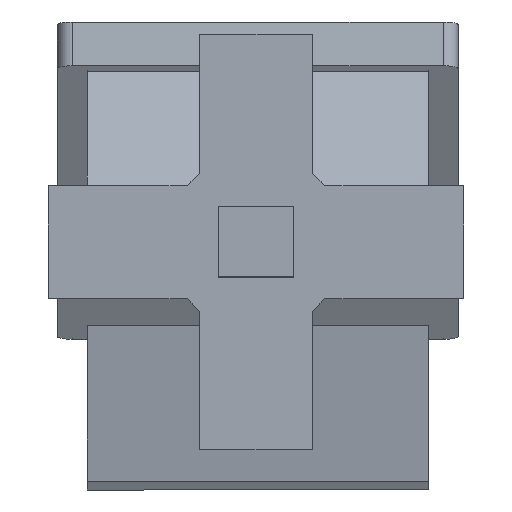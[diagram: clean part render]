
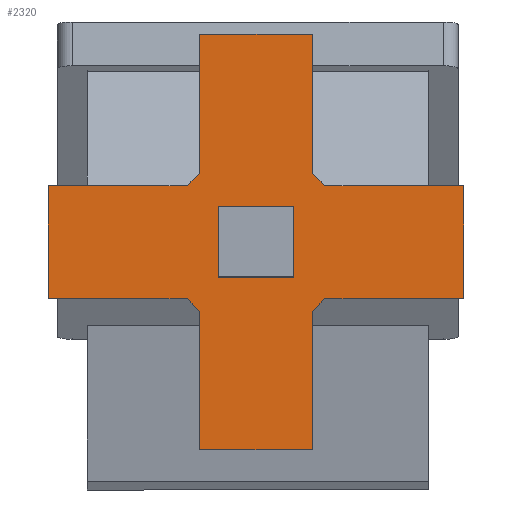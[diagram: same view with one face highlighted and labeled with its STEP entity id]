
A CAD part, top view. The second image highlights one B-rep face of the part: STEP entity #2320.
In plain terms, the highlighted planar face has unit normal (0, 0, 1).
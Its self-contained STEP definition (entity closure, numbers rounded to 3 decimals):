
#95=FACE_BOUND('',#344,.T.);
#107=CIRCLE('',#2541,7.9);
#112=CIRCLE('',#2549,30.);
#113=CIRCLE('',#2554,30.);
#114=CIRCLE('',#2559,30.);
#115=CIRCLE('',#2564,30.);
#210=FACE_OUTER_BOUND('',#343,.T.);
#343=EDGE_LOOP('',(#1646,#1647,#1648,#1649,#1650,#1651,#1652,#1653,#1654,
#1655,#1656,#1657,#1658,#1659,#1660,#1661));
#344=EDGE_LOOP('',(#1662));
#491=LINE('',#3532,#747);
#494=LINE('',#3540,#750);
#496=LINE('',#3544,#752);
#498=LINE('',#3548,#754);
#501=LINE('',#3556,#757);
#503=LINE('',#3560,#759);
#505=LINE('',#3564,#761);
#508=LINE('',#3572,#764);
#510=LINE('',#3576,#766);
#512=LINE('',#3580,#768);
#515=LINE('',#3588,#771);
#517=LINE('',#3591,#773);
#747=VECTOR('',#2817,10.);
#750=VECTOR('',#2826,10.);
#752=VECTOR('',#2830,10.);
#754=VECTOR('',#2834,10.);
#757=VECTOR('',#2843,10.);
#759=VECTOR('',#2847,10.);
#761=VECTOR('',#2851,10.);
#764=VECTOR('',#2860,10.);
#766=VECTOR('',#2864,10.);
#768=VECTOR('',#2868,10.);
#771=VECTOR('',#2877,10.);
#773=VECTOR('',#2881,10.);
#982=VERTEX_POINT('',#3484);
#1003=VERTEX_POINT('',#3529);
#1004=VERTEX_POINT('',#3531);
#1005=VERTEX_POINT('',#3535);
#1006=VERTEX_POINT('',#3539);
#1007=VERTEX_POINT('',#3543);
#1008=VERTEX_POINT('',#3547);
#1009=VERTEX_POINT('',#3551);
#1010=VERTEX_POINT('',#3555);
#1011=VERTEX_POINT('',#3559);
#1012=VERTEX_POINT('',#3563);
#1013=VERTEX_POINT('',#3567);
#1014=VERTEX_POINT('',#3571);
#1015=VERTEX_POINT('',#3575);
#1016=VERTEX_POINT('',#3579);
#1017=VERTEX_POINT('',#3583);
#1018=VERTEX_POINT('',#3587);
#1211=EDGE_CURVE('',#982,#982,#107,.T.);
#1233=EDGE_CURVE('',#1004,#1003,#491,.T.);
#1235=EDGE_CURVE('',#1005,#1004,#112,.T.);
#1237=EDGE_CURVE('',#1006,#1005,#494,.T.);
#1239=EDGE_CURVE('',#1007,#1006,#496,.T.);
#1241=EDGE_CURVE('',#1008,#1007,#498,.T.);
#1243=EDGE_CURVE('',#1009,#1008,#113,.T.);
#1245=EDGE_CURVE('',#1010,#1009,#501,.T.);
#1247=EDGE_CURVE('',#1011,#1010,#503,.T.);
#1249=EDGE_CURVE('',#1012,#1011,#505,.T.);
#1251=EDGE_CURVE('',#1013,#1012,#114,.T.);
#1253=EDGE_CURVE('',#1014,#1013,#508,.T.);
#1255=EDGE_CURVE('',#1015,#1014,#510,.T.);
#1257=EDGE_CURVE('',#1016,#1015,#512,.T.);
#1259=EDGE_CURVE('',#1017,#1016,#115,.T.);
#1261=EDGE_CURVE('',#1018,#1017,#515,.T.);
#1263=EDGE_CURVE('',#1003,#1018,#517,.T.);
#1646=ORIENTED_EDGE('',*,*,#1263,.T.);
#1647=ORIENTED_EDGE('',*,*,#1261,.T.);
#1648=ORIENTED_EDGE('',*,*,#1259,.T.);
#1649=ORIENTED_EDGE('',*,*,#1257,.T.);
#1650=ORIENTED_EDGE('',*,*,#1255,.T.);
#1651=ORIENTED_EDGE('',*,*,#1253,.T.);
#1652=ORIENTED_EDGE('',*,*,#1251,.T.);
#1653=ORIENTED_EDGE('',*,*,#1249,.T.);
#1654=ORIENTED_EDGE('',*,*,#1247,.T.);
#1655=ORIENTED_EDGE('',*,*,#1245,.T.);
#1656=ORIENTED_EDGE('',*,*,#1243,.T.);
#1657=ORIENTED_EDGE('',*,*,#1241,.T.);
#1658=ORIENTED_EDGE('',*,*,#1239,.T.);
#1659=ORIENTED_EDGE('',*,*,#1237,.T.);
#1660=ORIENTED_EDGE('',*,*,#1235,.T.);
#1661=ORIENTED_EDGE('',*,*,#1233,.T.);
#1662=ORIENTED_EDGE('',*,*,#1211,.T.);
#2224=PLANE('',#2567);
#2320=ADVANCED_FACE('',(#210,#95),#2224,.T.);
#2541=AXIS2_PLACEMENT_3D('',#3486,#2786,#2787);
#2549=AXIS2_PLACEMENT_3D('',#3536,#2821,#2822);
#2554=AXIS2_PLACEMENT_3D('',#3552,#2838,#2839);
#2559=AXIS2_PLACEMENT_3D('',#3568,#2855,#2856);
#2564=AXIS2_PLACEMENT_3D('',#3584,#2872,#2873);
#2567=AXIS2_PLACEMENT_3D('',#3592,#2882,#2883);
#2786=DIRECTION('center_axis',(0.,0.,-1.));
#2787=DIRECTION('ref_axis',(1.,0.,0.));
#2817=DIRECTION('',(0.,1.,0.));
#2821=DIRECTION('center_axis',(0.,0.,1.));
#2822=DIRECTION('ref_axis',(0.774,0.633,0.));
#2826=DIRECTION('',(-1.,0.,0.));
#2830=DIRECTION('',(0.,1.,0.));
#2834=DIRECTION('',(1.,0.,0.));
#2838=DIRECTION('center_axis',(0.,0.,1.));
#2839=DIRECTION('ref_axis',(0.633,-0.774,0.));
#2843=DIRECTION('',(0.,1.,0.));
#2847=DIRECTION('',(1.,0.,0.));
#2851=DIRECTION('',(0.,-1.,0.));
#2855=DIRECTION('center_axis',(0.,0.,1.));
#2856=DIRECTION('ref_axis',(-0.774,-0.633,0.));
#2860=DIRECTION('',(1.,0.,0.));
#2864=DIRECTION('',(0.,-1.,0.));
#2868=DIRECTION('',(-1.,0.,0.));
#2872=DIRECTION('center_axis',(0.,0.,1.));
#2873=DIRECTION('ref_axis',(-0.633,0.774,0.));
#2877=DIRECTION('',(0.,-1.,0.));
#2881=DIRECTION('',(-1.,0.,0.));
#2882=DIRECTION('center_axis',(0.,0.,1.));
#2883=DIRECTION('ref_axis',(1.,0.,0.));
#3484=CARTESIAN_POINT('',(-7.9,-30.95,143.1));
#3486=CARTESIAN_POINT('Origin',(0.,-30.95,143.1));
#3529=CARTESIAN_POINT('',(19.,39.05,143.1));
#3531=CARTESIAN_POINT('',(19.,-7.734,143.1));
#3532=CARTESIAN_POINT('',(19.,-7.734,143.1));
#3535=CARTESIAN_POINT('',(23.216,-11.95,143.1));
#3536=CARTESIAN_POINT('Origin',(0.,-30.95,143.1));
#3539=CARTESIAN_POINT('',(70.,-11.95,143.1));
#3540=CARTESIAN_POINT('',(70.,-11.95,143.1));
#3543=CARTESIAN_POINT('',(70.,-49.95,143.1));
#3544=CARTESIAN_POINT('',(70.,-49.95,143.1));
#3547=CARTESIAN_POINT('',(23.216,-49.95,143.1));
#3548=CARTESIAN_POINT('',(23.216,-49.95,143.1));
#3551=CARTESIAN_POINT('',(19.,-54.166,143.1));
#3552=CARTESIAN_POINT('Origin',(0.,-30.95,143.1));
#3555=CARTESIAN_POINT('',(19.,-100.95,143.1));
#3556=CARTESIAN_POINT('',(19.,-100.95,143.1));
#3559=CARTESIAN_POINT('',(-19.,-100.95,143.1));
#3560=CARTESIAN_POINT('',(-19.,-100.95,143.1));
#3563=CARTESIAN_POINT('',(-19.,-54.166,143.1));
#3564=CARTESIAN_POINT('',(-19.,-54.166,143.1));
#3567=CARTESIAN_POINT('',(-23.216,-49.95,143.1));
#3568=CARTESIAN_POINT('Origin',(0.,-30.95,143.1));
#3571=CARTESIAN_POINT('',(-70.,-49.95,143.1));
#3572=CARTESIAN_POINT('',(-70.,-49.95,143.1));
#3575=CARTESIAN_POINT('',(-70.,-11.95,143.1));
#3576=CARTESIAN_POINT('',(-70.,-11.95,143.1));
#3579=CARTESIAN_POINT('',(-23.216,-11.95,143.1));
#3580=CARTESIAN_POINT('',(-23.216,-11.95,143.1));
#3583=CARTESIAN_POINT('',(-19.,-7.734,143.1));
#3584=CARTESIAN_POINT('Origin',(0.,-30.95,143.1));
#3587=CARTESIAN_POINT('',(-19.,39.05,143.1));
#3588=CARTESIAN_POINT('',(-19.,39.05,143.1));
#3591=CARTESIAN_POINT('',(19.,39.05,143.1));
#3592=CARTESIAN_POINT('Origin',(0.,-30.95,143.1));
